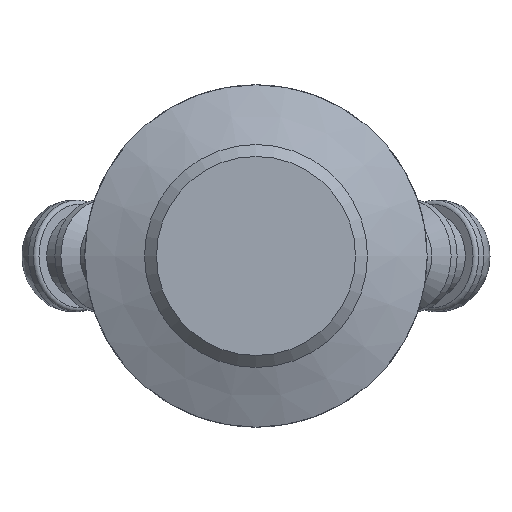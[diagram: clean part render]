
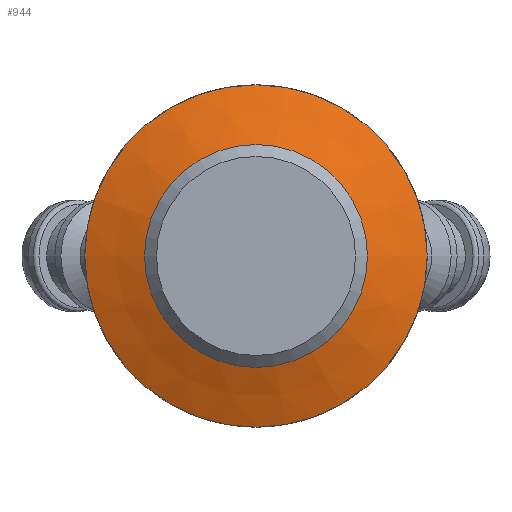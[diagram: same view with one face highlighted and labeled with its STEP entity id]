
A CAD part, front view. The second image highlights one B-rep face of the part: STEP entity #944.
In plain terms, the highlighted conical face has half-angle 68.199 degrees and reference radius 17.75 mm.
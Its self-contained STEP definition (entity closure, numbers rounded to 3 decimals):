
#33=CONICAL_SURFACE('',#1103,17.75,1.19);
#161=FACE_OUTER_BOUND('',#216,.T.);
#216=EDGE_LOOP('',(#851,#852,#853,#854,#855,#856));
#249=LINE('',#1849,#279);
#279=VECTOR('',#1411,17.75);
#297=CIRCLE('',#1007,21.5);
#298=CIRCLE('',#1008,21.5);
#363=CIRCLE('',#1101,14.);
#364=CIRCLE('',#1102,14.);
#402=VERTEX_POINT('',#1617);
#403=VERTEX_POINT('',#1619);
#462=VERTEX_POINT('',#1843);
#463=VERTEX_POINT('',#1844);
#511=EDGE_CURVE('',#402,#403,#297,.T.);
#512=EDGE_CURVE('',#403,#402,#298,.T.);
#594=EDGE_CURVE('',#462,#463,#363,.T.);
#595=EDGE_CURVE('',#463,#462,#364,.T.);
#597=EDGE_CURVE('',#402,#463,#249,.T.);
#851=ORIENTED_EDGE('',*,*,#512,.F.);
#852=ORIENTED_EDGE('',*,*,#511,.F.);
#853=ORIENTED_EDGE('',*,*,#597,.T.);
#854=ORIENTED_EDGE('',*,*,#595,.T.);
#855=ORIENTED_EDGE('',*,*,#594,.T.);
#856=ORIENTED_EDGE('',*,*,#597,.F.);
#944=ADVANCED_FACE('',(#161),#33,.T.);
#1007=AXIS2_PLACEMENT_3D('',#1620,#1199,#1200);
#1008=AXIS2_PLACEMENT_3D('',#1621,#1201,#1202);
#1101=AXIS2_PLACEMENT_3D('',#1845,#1404,#1405);
#1102=AXIS2_PLACEMENT_3D('',#1846,#1406,#1407);
#1103=AXIS2_PLACEMENT_3D('',#1848,#1409,#1410);
#1199=DIRECTION('center_axis',(0.,1.,0.));
#1200=DIRECTION('ref_axis',(-1.,0.,0.));
#1201=DIRECTION('center_axis',(0.,1.,0.));
#1202=DIRECTION('ref_axis',(-1.,0.,0.));
#1404=DIRECTION('center_axis',(0.,1.,0.));
#1405=DIRECTION('ref_axis',(-1.,0.,0.));
#1406=DIRECTION('center_axis',(0.,1.,0.));
#1407=DIRECTION('ref_axis',(-1.,0.,0.));
#1409=DIRECTION('center_axis',(0.,1.,0.));
#1410=DIRECTION('ref_axis',(-1.,0.,0.));
#1411=DIRECTION('',(-0.928,-0.371,0.));
#1617=CARTESIAN_POINT('',(21.5,15.,0.));
#1619=CARTESIAN_POINT('',(-21.5,15.,0.));
#1620=CARTESIAN_POINT('Origin',(0.,15.,0.));
#1621=CARTESIAN_POINT('Origin',(0.,15.,0.));
#1843=CARTESIAN_POINT('',(-14.,12.,0.));
#1844=CARTESIAN_POINT('',(14.,12.,0.));
#1845=CARTESIAN_POINT('Origin',(0.,12.,0.));
#1846=CARTESIAN_POINT('Origin',(0.,12.,0.));
#1848=CARTESIAN_POINT('Origin',(0.,13.5,0.));
#1849=CARTESIAN_POINT('',(17.75,13.5,0.));
